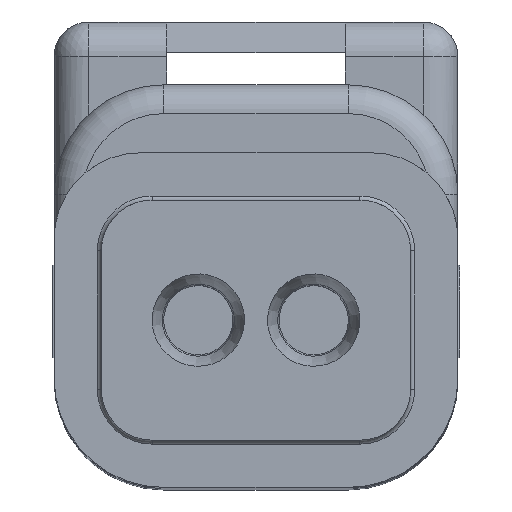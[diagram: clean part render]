
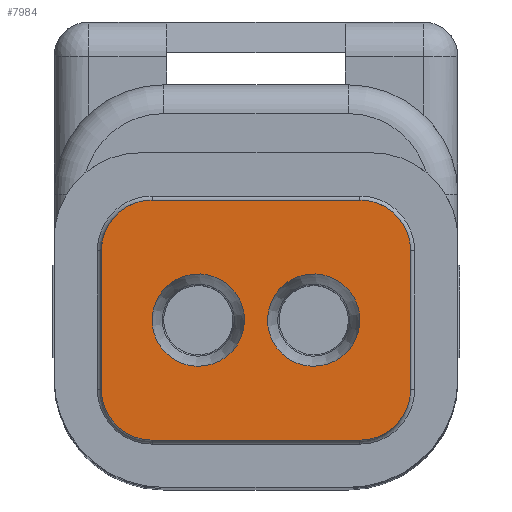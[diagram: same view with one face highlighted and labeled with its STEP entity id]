
A CAD part, top view. The second image highlights one B-rep face of the part: STEP entity #7984.
In plain terms, the highlighted planar face has unit normal (0, 0, 1).
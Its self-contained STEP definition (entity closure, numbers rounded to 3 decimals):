
#99=FACE_BOUND('',#1418,.T.);
#100=FACE_BOUND('',#1419,.T.);
#398=CIRCLE('',#8771,0.88);
#399=CIRCLE('',#8772,0.88);
#400=CIRCLE('',#8773,0.88);
#401=CIRCLE('',#8774,0.88);
#402=CIRCLE('',#8775,0.8);
#403=CIRCLE('',#8776,0.8);
#943=FACE_OUTER_BOUND('',#1417,.T.);
#1417=EDGE_LOOP('',(#5517,#5518,#5519,#5520,#5521,#5522,#5523,#5524));
#1418=EDGE_LOOP('',(#5525));
#1419=EDGE_LOOP('',(#5526));
#1880=LINE('',#12461,#2553);
#1881=LINE('',#12465,#2554);
#1882=LINE('',#12469,#2555);
#1883=LINE('',#12472,#2556);
#2553=VECTOR('',#10138,10.);
#2554=VECTOR('',#10141,10.);
#2555=VECTOR('',#10144,10.);
#2556=VECTOR('',#10147,10.);
#3266=VERTEX_POINT('',#12457);
#3267=VERTEX_POINT('',#12458);
#3268=VERTEX_POINT('',#12460);
#3269=VERTEX_POINT('',#12462);
#3270=VERTEX_POINT('',#12464);
#3271=VERTEX_POINT('',#12466);
#3272=VERTEX_POINT('',#12468);
#3273=VERTEX_POINT('',#12470);
#3274=VERTEX_POINT('',#12473);
#3275=VERTEX_POINT('',#12475);
#4082=EDGE_CURVE('',#3266,#3267,#398,.T.);
#4083=EDGE_CURVE('',#3267,#3268,#1880,.T.);
#4084=EDGE_CURVE('',#3268,#3269,#399,.T.);
#4085=EDGE_CURVE('',#3269,#3270,#1881,.T.);
#4086=EDGE_CURVE('',#3270,#3271,#400,.T.);
#4087=EDGE_CURVE('',#3271,#3272,#1882,.T.);
#4088=EDGE_CURVE('',#3272,#3273,#401,.T.);
#4089=EDGE_CURVE('',#3273,#3266,#1883,.T.);
#4090=EDGE_CURVE('',#3274,#3274,#402,.T.);
#4091=EDGE_CURVE('',#3275,#3275,#403,.T.);
#5517=ORIENTED_EDGE('',*,*,#4082,.T.);
#5518=ORIENTED_EDGE('',*,*,#4083,.T.);
#5519=ORIENTED_EDGE('',*,*,#4084,.T.);
#5520=ORIENTED_EDGE('',*,*,#4085,.T.);
#5521=ORIENTED_EDGE('',*,*,#4086,.T.);
#5522=ORIENTED_EDGE('',*,*,#4087,.T.);
#5523=ORIENTED_EDGE('',*,*,#4088,.T.);
#5524=ORIENTED_EDGE('',*,*,#4089,.T.);
#5525=ORIENTED_EDGE('',*,*,#4090,.T.);
#5526=ORIENTED_EDGE('',*,*,#4091,.T.);
#7193=PLANE('',#8770);
#7984=ADVANCED_FACE('',(#943,#99,#100),#7193,.T.);
#8770=AXIS2_PLACEMENT_3D('',#12456,#10134,#10135);
#8771=AXIS2_PLACEMENT_3D('',#12459,#10136,#10137);
#8772=AXIS2_PLACEMENT_3D('',#12463,#10139,#10140);
#8773=AXIS2_PLACEMENT_3D('',#12467,#10142,#10143);
#8774=AXIS2_PLACEMENT_3D('',#12471,#10145,#10146);
#8775=AXIS2_PLACEMENT_3D('',#12474,#10148,#10149);
#8776=AXIS2_PLACEMENT_3D('',#12476,#10150,#10151);
#10134=DIRECTION('center_axis',(0.,0.,1.));
#10135=DIRECTION('ref_axis',(1.,0.,0.));
#10136=DIRECTION('center_axis',(0.,0.,1.));
#10137=DIRECTION('ref_axis',(1.,0.,0.));
#10138=DIRECTION('',(0.,1.,0.));
#10139=DIRECTION('center_axis',(0.,0.,1.));
#10140=DIRECTION('ref_axis',(0.,1.,0.));
#10141=DIRECTION('',(-1.,0.,0.));
#10142=DIRECTION('center_axis',(0.,0.,1.));
#10143=DIRECTION('ref_axis',(-1.,0.,0.));
#10144=DIRECTION('',(0.,-1.,0.));
#10145=DIRECTION('center_axis',(0.,0.,1.));
#10146=DIRECTION('ref_axis',(0.,-1.,0.));
#10147=DIRECTION('',(1.,0.,0.));
#10148=DIRECTION('center_axis',(0.,0.,-1.));
#10149=DIRECTION('ref_axis',(1.,0.,0.));
#10150=DIRECTION('center_axis',(0.,0.,-1.));
#10151=DIRECTION('ref_axis',(1.,0.,0.));
#12456=CARTESIAN_POINT('Origin',(0.,0.82,0.));
#12457=CARTESIAN_POINT('',(1.8,0.82,0.));
#12458=CARTESIAN_POINT('',(2.68,1.7,0.));
#12459=CARTESIAN_POINT('Origin',(1.8,1.7,0.));
#12460=CARTESIAN_POINT('',(2.68,4.1,0.));
#12461=CARTESIAN_POINT('',(2.68,1.7,0.));
#12462=CARTESIAN_POINT('',(1.8,4.98,0.));
#12463=CARTESIAN_POINT('Origin',(1.8,4.1,0.));
#12464=CARTESIAN_POINT('',(-1.8,4.98,0.));
#12465=CARTESIAN_POINT('',(1.8,4.98,0.));
#12466=CARTESIAN_POINT('',(-2.68,4.1,0.));
#12467=CARTESIAN_POINT('Origin',(-1.8,4.1,0.));
#12468=CARTESIAN_POINT('',(-2.68,1.7,0.));
#12469=CARTESIAN_POINT('',(-2.68,4.1,0.));
#12470=CARTESIAN_POINT('',(-1.8,0.82,0.));
#12471=CARTESIAN_POINT('Origin',(-1.8,1.7,0.));
#12472=CARTESIAN_POINT('',(-1.8,0.82,0.));
#12473=CARTESIAN_POINT('',(1.78,2.724,0.));
#12474=CARTESIAN_POINT('Origin',(1.,2.9,0.));
#12475=CARTESIAN_POINT('',(-0.22,2.724,0.));
#12476=CARTESIAN_POINT('Origin',(-1.,2.9,0.));
